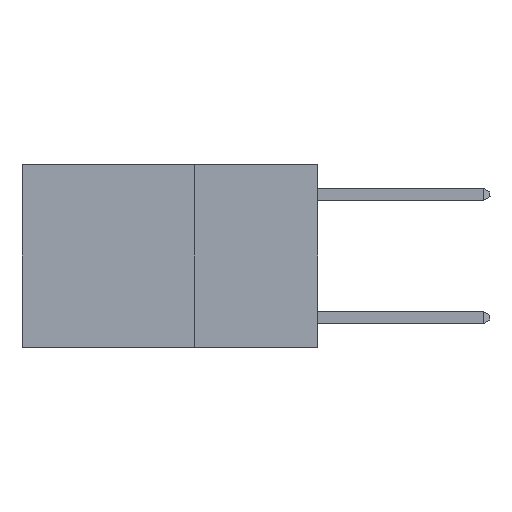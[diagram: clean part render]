
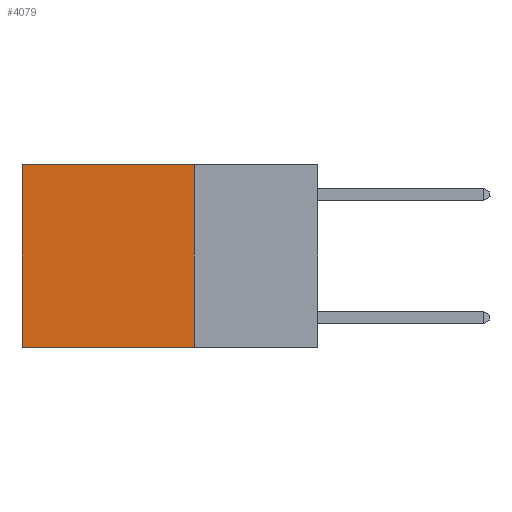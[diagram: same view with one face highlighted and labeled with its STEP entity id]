
A CAD part, left-side view. The second image highlights one B-rep face of the part: STEP entity #4079.
In plain terms, the highlighted planar face has unit normal (-1, 0, 0).
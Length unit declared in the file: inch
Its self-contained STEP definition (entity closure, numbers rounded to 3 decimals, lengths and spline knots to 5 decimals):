
#450 = EDGE_CURVE ( 'NONE', #4365, #9939, #15130, .T. ) ;
#765 = CARTESIAN_POINT ( 'NONE',  ( 0.2625, 0.25, 0. ) ) ;
#1059 = LINE ( 'NONE', #11704, #4677 ) ;
#2159 = CARTESIAN_POINT ( 'NONE',  ( 0.2625, 0.25, 0. ) ) ;
#2571 = EDGE_CURVE ( 'NONE', #9939, #10434, #12158, .T. ) ;
#2680 = DIRECTION ( 'NONE',  ( 0., 1., 0. ) ) ;
#2886 = CARTESIAN_POINT ( 'NONE',  ( 0.2625, 0.6, 0. ) ) ;
#3103 = ORIENTED_EDGE ( 'NONE', *, *, #450, .T. ) ;
#3894 = EDGE_LOOP ( 'NONE', ( #12463, #9610, #6032, #3103 ) ) ;
#4079 = ADVANCED_FACE ( 'NONE', ( #11372 ), #16458, .F. ) ;
#4365 = VERTEX_POINT ( 'NONE', #9386 ) ;
#4677 = VECTOR ( 'NONE', #2680, 39.37008 ) ;
#4999 = LINE ( 'NONE', #2159, #8286 ) ;
#5646 = AXIS2_PLACEMENT_3D ( 'NONE', #7520, #12760, #8892 ) ;
#5653 = DIRECTION ( 'NONE',  ( 0., 0., -1. ) ) ;
#6032 = ORIENTED_EDGE ( 'NONE', *, *, #6949, .F. ) ;
#6949 = EDGE_CURVE ( 'NONE', #4365, #16880, #4999, .T. ) ;
#6963 = CARTESIAN_POINT ( 'NONE',  ( 0.2625, 0.25, -0.37 ) ) ;
#7520 = CARTESIAN_POINT ( 'NONE',  ( 0.2625, 0.25, 0. ) ) ;
#7559 = DIRECTION ( 'NONE',  ( 0., 1., 0. ) ) ;
#8286 = VECTOR ( 'NONE', #15497, 39.37008 ) ;
#8892 = DIRECTION ( 'NONE',  ( 0., 0., -1. ) ) ;
#9229 = VECTOR ( 'NONE', #7559, 39.37008 ) ;
#9386 = CARTESIAN_POINT ( 'NONE',  ( 0.2625, 0.25, 0. ) ) ;
#9610 = ORIENTED_EDGE ( 'NONE', *, *, #12753, .F. ) ;
#9939 = VERTEX_POINT ( 'NONE', #11582 ) ;
#10434 = VERTEX_POINT ( 'NONE', #14089 ) ;
#11372 = FACE_OUTER_BOUND ( 'NONE', #3894, .T. ) ;
#11582 = CARTESIAN_POINT ( 'NONE',  ( 0.2625, 0.6, 0. ) ) ;
#11704 = CARTESIAN_POINT ( 'NONE',  ( 0.2625, 0.25, -0.37 ) ) ;
#12158 = LINE ( 'NONE', #2886, #15439 ) ;
#12463 = ORIENTED_EDGE ( 'NONE', *, *, #2571, .T. ) ;
#12753 = EDGE_CURVE ( 'NONE', #16880, #10434, #1059, .T. ) ;
#12760 = DIRECTION ( 'NONE',  ( 1., 0., 0. ) ) ;
#14089 = CARTESIAN_POINT ( 'NONE',  ( 0.2625, 0.6, -0.37 ) ) ;
#15130 = LINE ( 'NONE', #765, #9229 ) ;
#15439 = VECTOR ( 'NONE', #5653, 39.37008 ) ;
#15497 = DIRECTION ( 'NONE',  ( 0., 0., -1. ) ) ;
#16458 = PLANE ( 'NONE',  #5646 ) ;
#16880 = VERTEX_POINT ( 'NONE', #6963 ) ;
